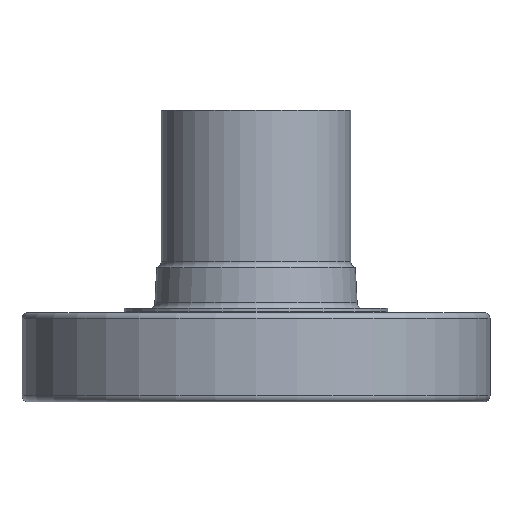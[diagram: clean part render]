
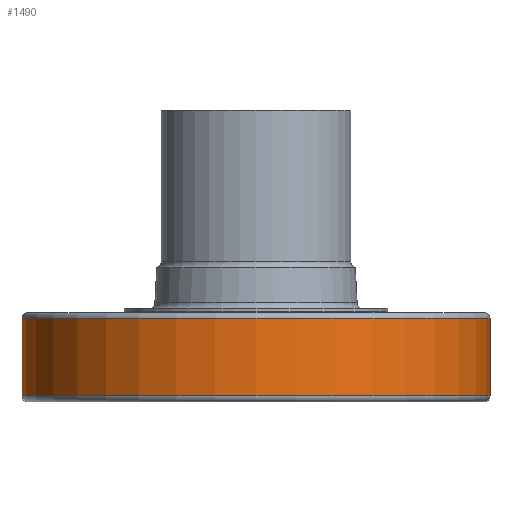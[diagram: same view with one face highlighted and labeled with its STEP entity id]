
A CAD part, left-side view. The second image highlights one B-rep face of the part: STEP entity #1490.
In plain terms, the highlighted cylindrical face has radius 7.851 mm (diameter 15.701 mm), a partial arc.
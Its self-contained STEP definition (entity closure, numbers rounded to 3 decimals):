
#1160=CARTESIAN_POINT('',(0.,0.,0.34));
#1161=DIRECTION('',(0.,0.,-1.));
#1162=DIRECTION('',(0.,1.,0.));
#1163=AXIS2_PLACEMENT_3D('',#1160,#1161,#1162);
#1168=DIRECTION('',(0.,0.,1.));
#1169=VECTOR('',#1168,2.6);
#1170=CARTESIAN_POINT('',(0.,7.851,0.34));
#1171=LINE('',#1170,#1169);
#1175=DIRECTION('',(0.,0.,1.));
#1176=VECTOR('',#1175,2.6);
#1177=CARTESIAN_POINT('',(0.,-7.851,0.34));
#1178=LINE('',#1177,#1176);
#1214=CARTESIAN_POINT('',(0.,0.,2.94));
#1215=DIRECTION('',(0.,0.,-1.));
#1216=DIRECTION('',(0.,1.,0.));
#1217=AXIS2_PLACEMENT_3D('',#1214,#1215,#1216);
#1238=CARTESIAN_POINT('',(0.,7.851,0.34));
#1239=VERTEX_POINT('',#1238);
#1240=CARTESIAN_POINT('',(0.,7.851,2.94));
#1241=VERTEX_POINT('',#1240);
#1258=CARTESIAN_POINT('',(0.,-7.851,0.34));
#1259=VERTEX_POINT('',#1258);
#1260=CARTESIAN_POINT('',(0.,-7.851,2.94));
#1261=VERTEX_POINT('',#1260);
#1476=CARTESIAN_POINT('',(0.,0.,3.29));
#1477=DIRECTION('',(0.,0.,-1.));
#1478=DIRECTION('',(0.,-1.,0.));
#1479=AXIS2_PLACEMENT_3D('',#1476,#1477,#1478);
#1480=CYLINDRICAL_SURFACE('',#1479,7.851);
#1482=ORIENTED_EDGE('',*,*,#1481,.F.);
#1483=ORIENTED_EDGE('',*,*,#1471,.T.);
#1485=ORIENTED_EDGE('',*,*,#1484,.T.);
#1487=ORIENTED_EDGE('',*,*,#1486,.F.);
#1488=EDGE_LOOP('',(#1482,#1483,#1485,#1487));
#1489=FACE_OUTER_BOUND('',#1488,.F.);
#1490=ADVANCED_FACE('',(#1489),#1480,.T.);
#1164=CIRCLE('',#1163,7.851);
#1218=CIRCLE('',#1217,7.851);
#1471=EDGE_CURVE('',#1239,#1259,#1164,.T.);
#1481=EDGE_CURVE('',#1239,#1241,#1171,.T.);
#1484=EDGE_CURVE('',#1259,#1261,#1178,.T.);
#1486=EDGE_CURVE('',#1241,#1261,#1218,.T.);
